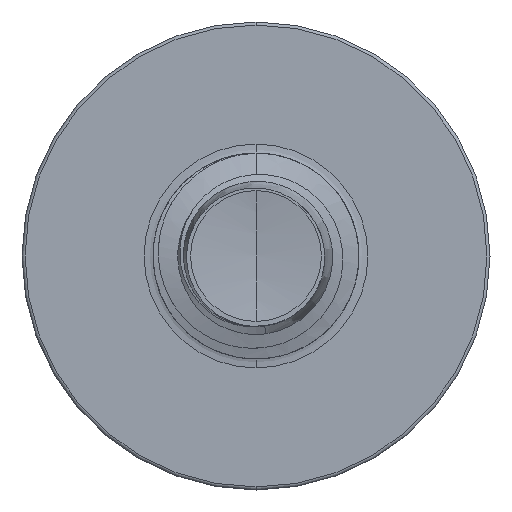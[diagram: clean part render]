
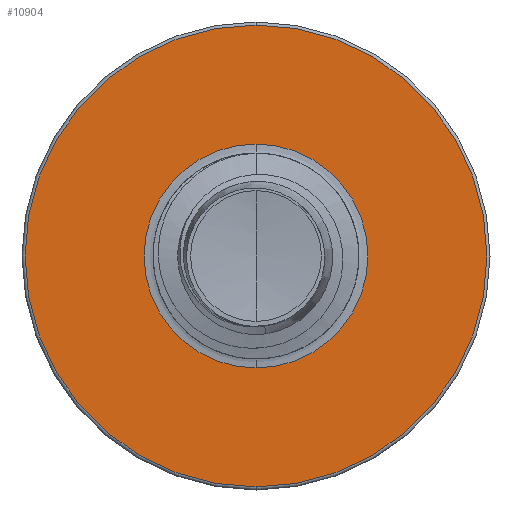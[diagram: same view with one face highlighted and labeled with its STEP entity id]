
A CAD part, front view. The second image highlights one B-rep face of the part: STEP entity #10904.
In plain terms, the highlighted planar face has unit normal (0, -1, 0).
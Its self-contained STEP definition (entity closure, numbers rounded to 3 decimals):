
#560 = CARTESIAN_POINT ( 'NONE',  ( 0., 5., 0. ) ) ;
#694 = FACE_BOUND ( 'NONE', #8197, .T. ) ;
#1469 = VERTEX_POINT ( 'NONE', #2976 ) ;
#1683 = CARTESIAN_POINT ( 'NONE',  ( 0., 5., -2.467 ) ) ;
#1942 = CIRCLE ( 'NONE', #7496, 1.196 ) ;
#2313 = EDGE_CURVE ( 'NONE', #1469, #15943, #19432, .T. ) ;
#2395 = DIRECTION ( 'NONE',  ( 0., 0., 1. ) ) ;
#2976 = CARTESIAN_POINT ( 'NONE',  ( 0., 5., 1.196 ) ) ;
#3070 = AXIS2_PLACEMENT_3D ( 'NONE', #3795, #3779, #3776 ) ;
#3532 = DIRECTION ( 'NONE',  ( 0., 1., 0. ) ) ;
#3776 = DIRECTION ( 'NONE',  ( 0., 0., 1. ) ) ;
#3779 = DIRECTION ( 'NONE',  ( 0., 1., 0. ) ) ;
#3795 = CARTESIAN_POINT ( 'NONE',  ( 0., 5., 0. ) ) ;
#4318 = CARTESIAN_POINT ( 'NONE',  ( 0., 5., 2.467 ) ) ;
#4640 = VERTEX_POINT ( 'NONE', #4318 ) ;
#4731 = EDGE_CURVE ( 'NONE', #7323, #4640, #5859, .T. ) ;
#5859 = CIRCLE ( 'NONE', #3070, 2.467 ) ;
#7076 = CARTESIAN_POINT ( 'NONE',  ( 0., 5., -1.196 ) ) ;
#7323 = VERTEX_POINT ( 'NONE', #1683 ) ;
#7496 = AXIS2_PLACEMENT_3D ( 'NONE', #560, #12913, #2395 ) ;
#7902 = AXIS2_PLACEMENT_3D ( 'NONE', #7076, #8884, #20605 ) ;
#7965 = ORIENTED_EDGE ( 'NONE', *, *, #4731, .F. ) ;
#8158 = CARTESIAN_POINT ( 'NONE',  ( 0., 5., -1.196 ) ) ;
#8197 = EDGE_LOOP ( 'NONE', ( #21180, #13678 ) ) ;
#8405 = CIRCLE ( 'NONE', #20562, 2.467 ) ;
#8884 = DIRECTION ( 'NONE',  ( 0., 1., 0. ) ) ;
#10904 = ADVANCED_FACE ( 'NONE', ( #19620, #694 ), #19016, .F. ) ;
#12249 = CARTESIAN_POINT ( 'NONE',  ( 0., 5., 0. ) ) ;
#12913 = DIRECTION ( 'NONE',  ( 0., 1., 0. ) ) ;
#13678 = ORIENTED_EDGE ( 'NONE', *, *, #20758, .T. ) ;
#13867 = DIRECTION ( 'NONE',  ( 0., 1., 0. ) ) ;
#14005 = CARTESIAN_POINT ( 'NONE',  ( 0., 5., 0. ) ) ;
#14921 = ORIENTED_EDGE ( 'NONE', *, *, #16309, .F. ) ;
#15150 = EDGE_LOOP ( 'NONE', ( #14921, #7965 ) ) ;
#15719 = DIRECTION ( 'NONE',  ( 0., 0., 1. ) ) ;
#15943 = VERTEX_POINT ( 'NONE', #8158 ) ;
#16309 = EDGE_CURVE ( 'NONE', #4640, #7323, #8405, .T. ) ;
#16556 = DIRECTION ( 'NONE',  ( 0., 0., 1. ) ) ;
#17577 = AXIS2_PLACEMENT_3D ( 'NONE', #12249, #13867, #16556 ) ;
#19016 = PLANE ( 'NONE',  #7902 ) ;
#19432 = CIRCLE ( 'NONE', #17577, 1.196 ) ;
#19620 = FACE_OUTER_BOUND ( 'NONE', #15150, .T. ) ;
#20562 = AXIS2_PLACEMENT_3D ( 'NONE', #14005, #3532, #15719 ) ;
#20605 = DIRECTION ( 'NONE',  ( 0., 0., 1. ) ) ;
#20758 = EDGE_CURVE ( 'NONE', #15943, #1469, #1942, .T. ) ;
#21180 = ORIENTED_EDGE ( 'NONE', *, *, #2313, .T. ) ;
